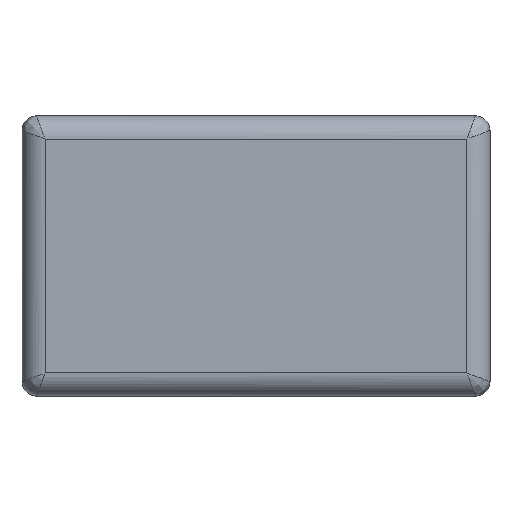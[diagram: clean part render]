
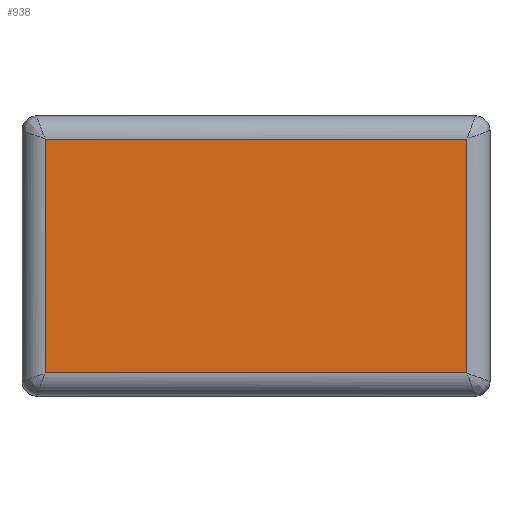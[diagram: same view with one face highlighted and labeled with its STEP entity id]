
A CAD part, left-side view. The second image highlights one B-rep face of the part: STEP entity #938.
In plain terms, the highlighted planar face has unit normal (-1, 0, 0).
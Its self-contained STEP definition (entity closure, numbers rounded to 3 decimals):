
#1 = CARTESIAN_POINT ( 'NONE',  ( -1.6, -0.73, 0.89 ) ) ;
#251 = EDGE_CURVE ( 'NONE', #1260, #2603, #993, .T. ) ;
#289 = VERTEX_POINT ( 'NONE', #597 ) ;
#301 = CARTESIAN_POINT ( 'NONE',  ( -1.6, -0.81, 0.97 ) ) ;
#431 = ORIENTED_EDGE ( 'NONE', *, *, #843, .T. ) ;
#435 = DIRECTION ( 'NONE',  ( 0., 1., 0. ) ) ;
#471 = EDGE_CURVE ( 'NONE', #2302, #289, #738, .T. ) ;
#571 = FACE_OUTER_BOUND ( 'NONE', #1956, .T. ) ;
#597 = CARTESIAN_POINT ( 'NONE',  ( -1.6, 0.73, 0.08 ) ) ;
#666 = CARTESIAN_POINT ( 'NONE',  ( -1.6, 0.73, 0.89 ) ) ;
#690 = VECTOR ( 'NONE', #435, 1000. ) ;
#712 = LINE ( 'NONE', #1366, #690 ) ;
#720 = EDGE_CURVE ( 'NONE', #2603, #2302, #712, .T. ) ;
#738 = LINE ( 'NONE', #1804, #952 ) ;
#757 = DIRECTION ( 'NONE',  ( 1., 0., 0. ) ) ;
#843 = EDGE_CURVE ( 'NONE', #289, #1260, #1242, .T. ) ;
#875 = VECTOR ( 'NONE', #2291, 1000. ) ;
#938 = ADVANCED_FACE ( 'NONE', ( #571 ), #2665, .F. ) ;
#952 = VECTOR ( 'NONE', #2206, 1000. ) ;
#980 = DIRECTION ( 'NONE',  ( 0., 0., 1. ) ) ;
#993 = LINE ( 'NONE', #1181, #1184 ) ;
#1102 = AXIS2_PLACEMENT_3D ( 'NONE', #301, #757, #1173 ) ;
#1173 = DIRECTION ( 'NONE',  ( 0., 0., -1. ) ) ;
#1181 = CARTESIAN_POINT ( 'NONE',  ( -1.6, -0.73, 0.97 ) ) ;
#1184 = VECTOR ( 'NONE', #980, 1000. ) ;
#1242 = LINE ( 'NONE', #1663, #875 ) ;
#1260 = VERTEX_POINT ( 'NONE', #2341 ) ;
#1366 = CARTESIAN_POINT ( 'NONE',  ( -1.6, -0.81, 0.89 ) ) ;
#1663 = CARTESIAN_POINT ( 'NONE',  ( -1.6, 0., 0.08 ) ) ;
#1771 = ORIENTED_EDGE ( 'NONE', *, *, #251, .T. ) ;
#1804 = CARTESIAN_POINT ( 'NONE',  ( -1.6, 0.73, 0.97 ) ) ;
#1913 = ORIENTED_EDGE ( 'NONE', *, *, #720, .T. ) ;
#1956 = EDGE_LOOP ( 'NONE', ( #2500, #431, #1771, #1913 ) ) ;
#2206 = DIRECTION ( 'NONE',  ( 0., 0., -1. ) ) ;
#2291 = DIRECTION ( 'NONE',  ( 0., -1., 0. ) ) ;
#2302 = VERTEX_POINT ( 'NONE', #666 ) ;
#2341 = CARTESIAN_POINT ( 'NONE',  ( -1.6, -0.73, 0.08 ) ) ;
#2500 = ORIENTED_EDGE ( 'NONE', *, *, #471, .T. ) ;
#2603 = VERTEX_POINT ( 'NONE', #1 ) ;
#2665 = PLANE ( 'NONE',  #1102 ) ;
